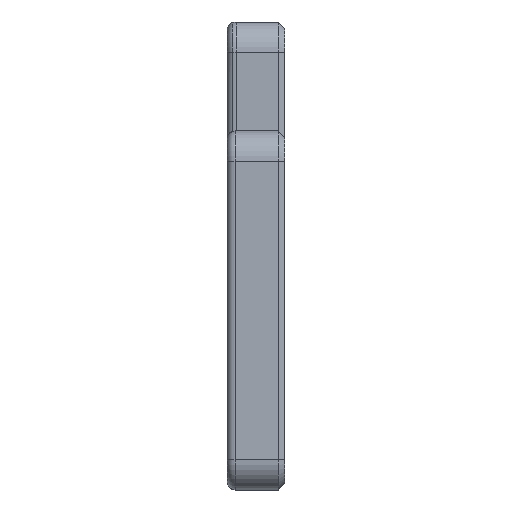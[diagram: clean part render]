
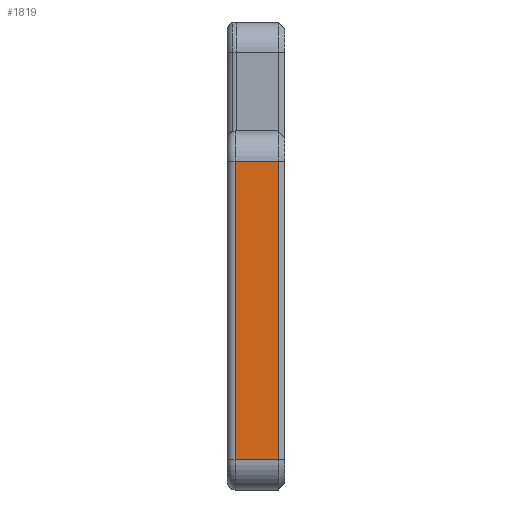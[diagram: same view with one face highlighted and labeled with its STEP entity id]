
A CAD part, left-side view. The second image highlights one B-rep face of the part: STEP entity #1819.
In plain terms, the highlighted planar face has unit normal (-1, 0, 0).
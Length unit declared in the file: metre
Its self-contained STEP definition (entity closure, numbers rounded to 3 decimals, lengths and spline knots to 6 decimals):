
#48=PLANE('',#1953);
#218=ORIENTED_EDGE('',*,*,#732,.T.);
#219=ORIENTED_EDGE('',*,*,#733,.T.);
#220=ORIENTED_EDGE('',*,*,#728,.F.);
#221=ORIENTED_EDGE('',*,*,#734,.F.);
#728=EDGE_CURVE('',#985,#986,#1161,.T.);
#732=EDGE_CURVE('',#989,#990,#1163,.T.);
#733=EDGE_CURVE('',#990,#986,#1164,.T.);
#734=EDGE_CURVE('',#989,#985,#1165,.T.);
#985=VERTEX_POINT('',#2817);
#986=VERTEX_POINT('',#2818);
#989=VERTEX_POINT('',#2826);
#990=VERTEX_POINT('',#2827);
#1161=LINE('',#2816,#1282);
#1163=LINE('',#2825,#1284);
#1164=LINE('',#2828,#1285);
#1165=LINE('',#2829,#1286);
#1282=VECTOR('',#2201,1.);
#1284=VECTOR('',#2209,1.);
#1285=VECTOR('',#2210,1.);
#1286=VECTOR('',#2211,1.);
#1404=EDGE_LOOP('',(#218,#219,#220,#221));
#1585=FACE_BOUND('',#1404,.T.);
#1819=ADVANCED_FACE('',(#1585),#48,.T.);
#1953=AXIS2_PLACEMENT_3D('',#2824,#2207,#2208);
#2201=DIRECTION('',(0.,1.,0.));
#2207=DIRECTION('',(-1.,0.,0.));
#2208=DIRECTION('',(0.,0.,1.));
#2209=DIRECTION('',(0.,1.,0.));
#2210=DIRECTION('',(0.,0.,-1.));
#2211=DIRECTION('',(0.,0.,-1.));
#2816=CARTESIAN_POINT('',(0.0065,0.,-0.0403));
#2817=CARTESIAN_POINT('',(0.0065,0.001,-0.0403));
#2818=CARTESIAN_POINT('',(0.0065,0.00775,-0.0403));
#2824=CARTESIAN_POINT('',(0.0065,0.,-0.0403));
#2825=CARTESIAN_POINT('',(0.0065,0.,0.0063));
#2826=CARTESIAN_POINT('',(0.0065,0.001,0.0063));
#2827=CARTESIAN_POINT('',(0.0065,0.00775,0.0063));
#2828=CARTESIAN_POINT('',(0.0065,0.00775,-0.0403));
#2829=CARTESIAN_POINT('',(0.0065,0.001,-0.0244));
